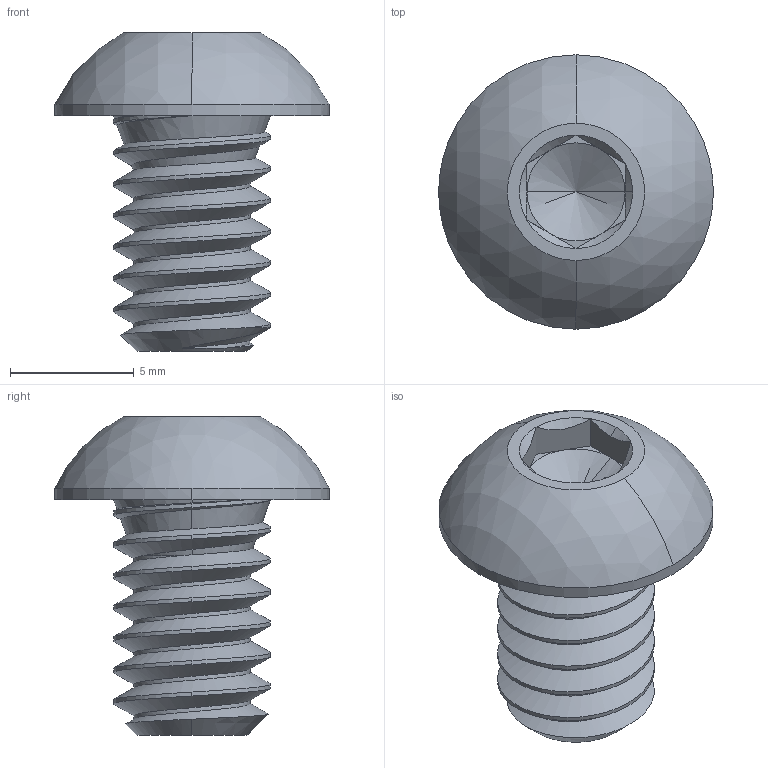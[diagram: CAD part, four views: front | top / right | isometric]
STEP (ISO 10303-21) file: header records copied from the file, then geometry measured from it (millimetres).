
FILE_DESCRIPTION (( 'STEP AP203' ), '1' );
FILE_NAME ('92949A535_18-8 Stainless Steel Button Head Hex Drive Screw.STEP', '2022-09-28T15:00:48', ( 'Administrator' ), ( 'Managed by Terraform' ), 'SwSTEP 2.0', 'SolidWorks 2017', '' );
FILE_SCHEMA (( 'CONFIG_CONTROL_DESIGN' ));
Length unit declared in the file: inch
Products named in the file (1): 92949A535_18-8 Stainless Steel Button Head Hex Drive Screw
Bounding box: 11.1 x 11.1 x 12.88 mm (x, y, z)
Volume: 442.5 mm3; surface area: 524.9 mm2
Topology: 1 solids, 1 shells, 54 faces, 130 edges, 78 vertices
Faces by surface type: cone 17, cylinder 17, plane 15, bspline 3, sphere 2
Entity records: 3054 total; most frequent: CARTESIAN_POINT 1861, ORIENTED_EDGE 256, DIRECTION 208, EDGE_CURVE 128, AXIS2_PLACEMENT_3D 82, VERTEX_POINT 78, EDGE_LOOP 56, FACE_OUTER_BOUND 54
